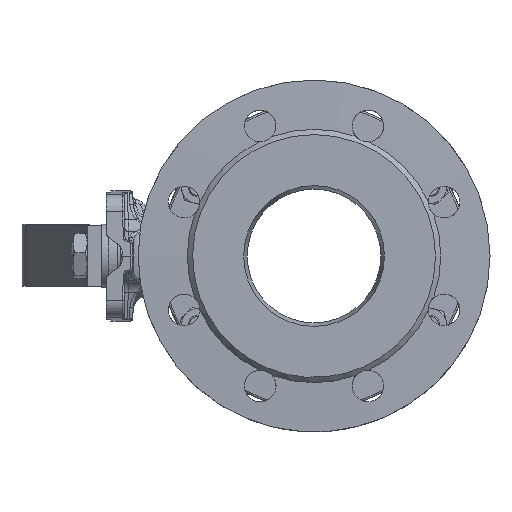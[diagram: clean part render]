
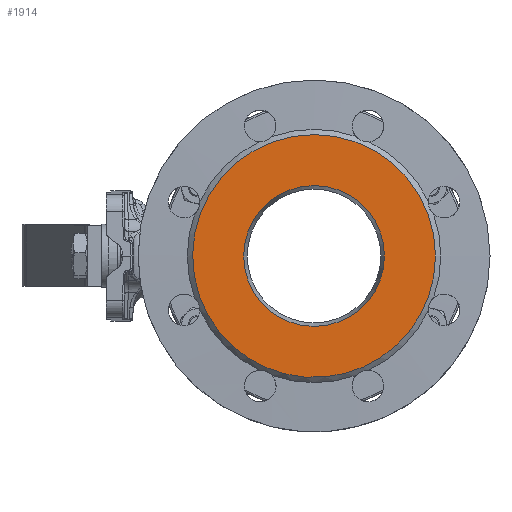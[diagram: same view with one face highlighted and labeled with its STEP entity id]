
A CAD part, left-side view. The second image highlights one B-rep face of the part: STEP entity #1914.
In plain terms, the highlighted planar face has unit normal (-1, 0, 0).
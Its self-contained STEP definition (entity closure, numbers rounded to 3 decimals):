
#1914 = ADVANCED_FACE( 'NONE', ( #4816, #4817 ), #4818, .F. );
#4816 = FACE_OUTER_BOUND( '', #11624, .T. );
#4817 = FACE_BOUND( '', #11625, .T. );
#4818 = PLANE( '', #11626 );
#11624 = EDGE_LOOP( '', ( #26800 ) );
#11625 = EDGE_LOOP( '', ( #26801 ) );
#11626 = AXIS2_PLACEMENT_3D( '', #26802, #26803, #26804 );
#26800 = ORIENTED_EDGE( '', *, *, #38369, .T. );
#26801 = ORIENTED_EDGE( '', *, *, #38370, .F. );
#26802 = CARTESIAN_POINT( '', ( -95., 0., 40. ) );
#26803 = DIRECTION( '', ( 1., 0., 0. ) );
#26804 = DIRECTION( '', ( 0., 1., 0. ) );
#38369 = EDGE_CURVE( 'NONE', #43906, #43906, #43907, .T. );
#38370 = EDGE_CURVE( 'NONE', #43908, #43908, #43909, .T. );
#43906 = VERTEX_POINT( '', #57382 );
#43907 = CIRCLE( '', #57383, 69. );
#43908 = VERTEX_POINT( '', #57384 );
#43909 = CIRCLE( '', #57385, 40. );
#57382 = CARTESIAN_POINT( '', ( -95., -69., 0. ) );
#57383 = AXIS2_PLACEMENT_3D( '', #73225, #73226, #73227 );
#57384 = CARTESIAN_POINT( '', ( -95., -40., 0. ) );
#57385 = AXIS2_PLACEMENT_3D( '', #73228, #73229, #73230 );
#73225 = CARTESIAN_POINT( '', ( -95., 0., 0. ) );
#73226 = DIRECTION( '', ( -1., 0., 0. ) );
#73227 = DIRECTION( '', ( 0., -1., 0. ) );
#73228 = CARTESIAN_POINT( '', ( -95., 0., 0. ) );
#73229 = DIRECTION( '', ( -1., 0., 0. ) );
#73230 = DIRECTION( '', ( 0., -1., 0. ) );
